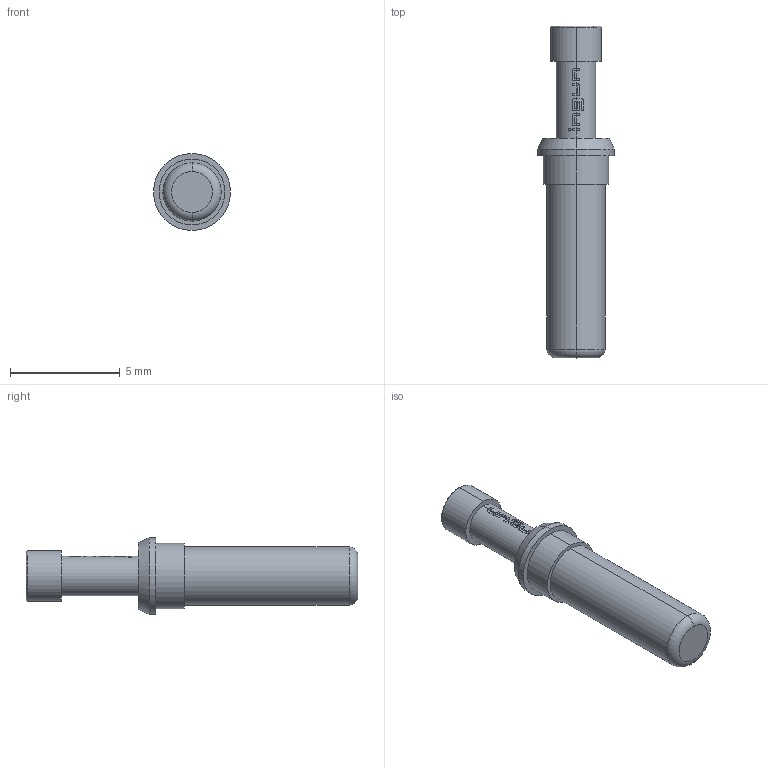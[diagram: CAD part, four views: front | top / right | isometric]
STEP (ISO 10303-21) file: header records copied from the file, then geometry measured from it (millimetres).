
FILE_DESCRIPTION (( 'STEP AP203' ), '1' );
FILE_NAME ('INGUN_GKS-913_102_230_A_xx02_Z.STEP', '2021-09-20T08:50:03', ( 'ochi' ), ( '' ), 'SwSTEP 2.0', 'SolidWorks 2018', '' );
FILE_SCHEMA (( 'CONFIG_CONTROL_DESIGN' ));
Length unit declared in the file: millimetre
Products named in the file (1): INGUN_GKS-913_102_230_A_xx02_Z
Bounding box: 3.5 x 15.1 x 3.5 mm (x, y, z)
Volume: 75.1 mm3; surface area: 136.8 mm2
Topology: 1 solids, 1 shells, 103 faces, 282 edges, 186 vertices
Faces by surface type: plane 46, cylinder 29, bspline 22, cone 4, torus 2
Entity records: 3631 total; most frequent: CARTESIAN_POINT 1072, ORIENTED_EDGE 564, DIRECTION 464, EDGE_CURVE 282, AXIS2_PLACEMENT_3D 186, VERTEX_POINT 186, EDGE_LOOP 108, CIRCLE 104
